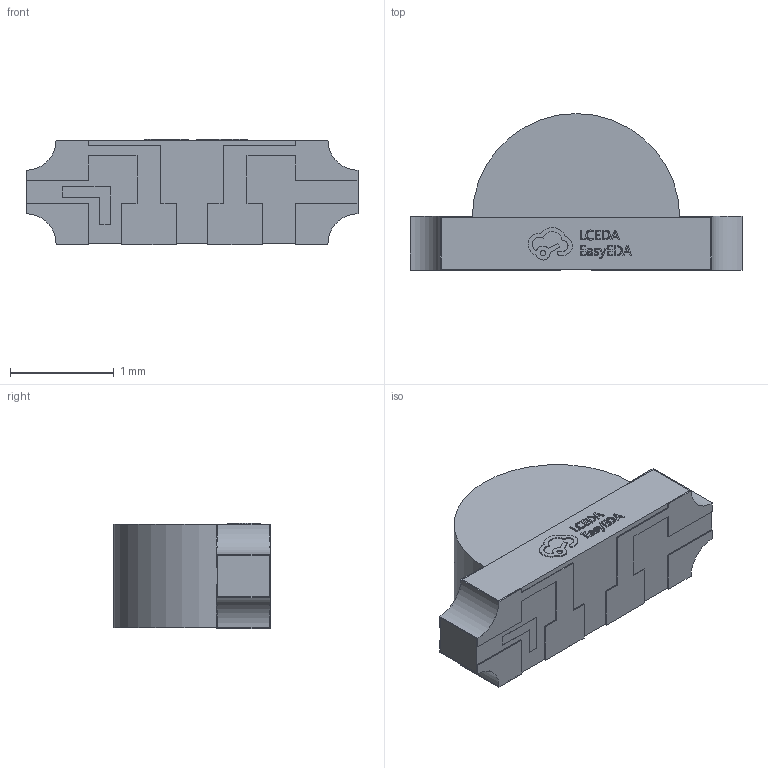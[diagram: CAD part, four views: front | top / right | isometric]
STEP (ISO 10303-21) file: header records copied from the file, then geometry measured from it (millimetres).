
FILE_DESCRIPTION (( 'STEP AP214' ), '1' );
FILE_NAME ('LED-SMD_4P-L3.2-W1.5_XL-3210RGBC-WS2812B.STEP', '2025-01-08T12:09:40', ( '' ), ( '' ), 'SwSTEP 2.0', 'SolidWorks 2020', '' );
FILE_SCHEMA (( 'AUTOMOTIVE_DESIGN' ));
Length unit declared in the file: millimetre
Products named in the file (1): LED-SMD_4P-L3.2-W1.5_XL-3210RGBC-WS2812B
Bounding box: 3.2 x 1.51 x 1.02 mm (x, y, z)
Volume: 3.1 mm3; surface area: 25 mm2
Topology: 6 solids, 6 shells, 328 faces, 885 edges, 590 vertices
Faces by surface type: plane 213, bspline 98, cylinder 17
Entity records: 14358 total; most frequent: CARTESIAN_POINT 3110, ORIENTED_EDGE 1770, DIRECTION 1181, EDGE_CURVE 885, LINE 651, VECTOR 651, VERTEX_POINT 590, EDGE_LOOP 349
